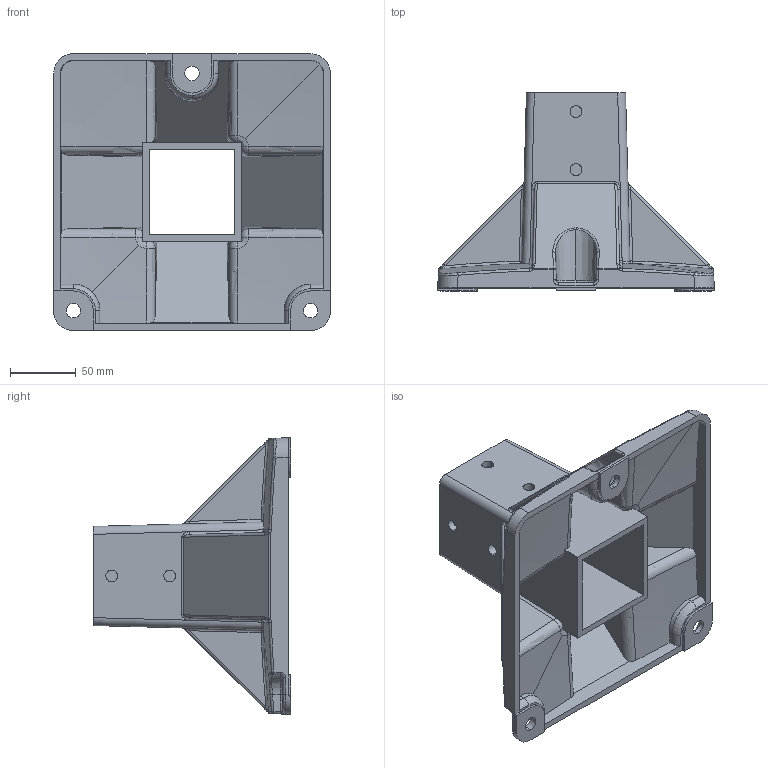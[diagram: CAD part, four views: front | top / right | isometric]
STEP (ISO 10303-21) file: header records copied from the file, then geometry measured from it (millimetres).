
FILE_DESCRIPTION (( 'STEP AP203' ), '1' );
FILE_NAME ('ALF-FS-A6464.step', '2024-08-16T12:37:42', ( '' ), ( '' ), 'SwSTEP 2.0', 'SolidWorks 2022', '' );
FILE_SCHEMA (( 'CONFIG_CONTROL_DESIGN' ));
Length unit declared in the file: millimetre
Products named in the file (1): ALF-FS-A6464
Bounding box: 209.8 x 149.9 x 209.8 mm (x, y, z)
Volume: 565050.3 mm3; surface area: 219855.2 mm2
Topology: 1 solids, 1 shells, 310 faces, 756 edges, 449 vertices
Faces by surface type: cylinder 85, plane 77, torus 52, bspline 46, sphere 42, cone 8
Entity records: 11468 total; most frequent: CARTESIAN_POINT 4508, ORIENTED_EDGE 1512, DIRECTION 1425, EDGE_CURVE 756, AXIS2_PLACEMENT_3D 588, VERTEX_POINT 449, EDGE_LOOP 327, CIRCLE 323
